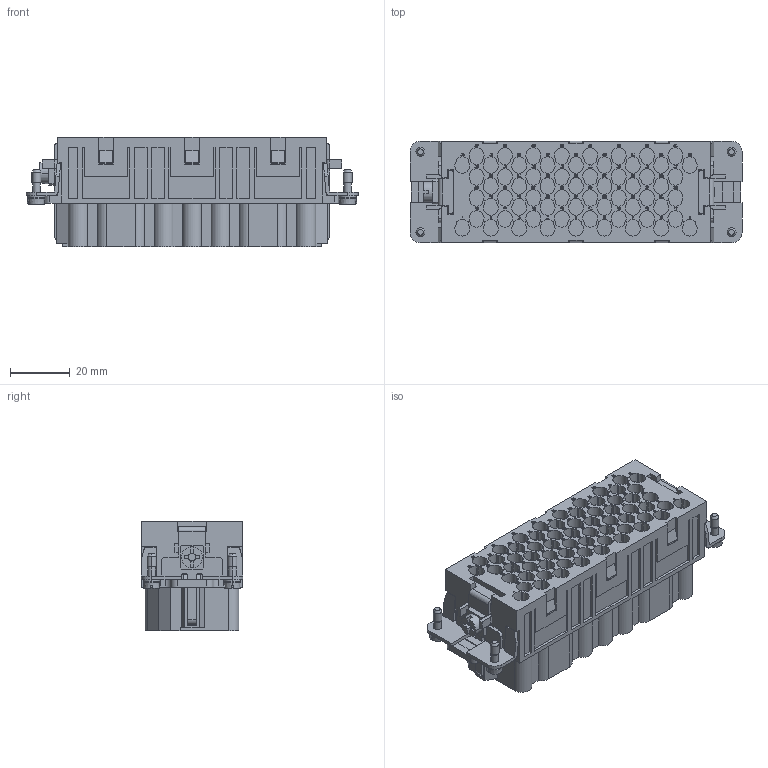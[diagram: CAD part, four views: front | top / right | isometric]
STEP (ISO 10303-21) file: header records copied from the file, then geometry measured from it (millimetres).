
FILE_DESCRIPTION(('Creo Elements/Direct Modeling STEP Export'),'2;1');
FILE_NAME('0ln7uvk48h4s9ji2208','2017-01-02T 9:49:12',(''),(''),'PTC Creo Elements/Direct Modeling STEP processor for AP214 (Solid Model)','PTC Creo Elements/Direct Modeling 19.0E 27-Jun-2016 (C) Parametric Technology GmbH','');
FILE_SCHEMA(('AUTOMOTIVE_DESIGN { 1 0 10303 214 1 1 1 1 }'));
Products named in the file (2): RQEEF_64
Assembly tree (1 placements, depth 2):
  RQEEF_64
    RQEEF_64
Bounding box: 111 x 34 x 36.7 mm (x, y, z)
Volume: 93075.2 mm3; surface area: 30147.5 mm2
Topology: 1 solids, 1 shells, 1562 faces, 8038 edges, 6894 vertices
Faces by surface type: plane 1039, cylinder 377, cone 144, torus 2
Entity records: 94052 total; most frequent: ORIENTED_EDGE 16092, CARTESIAN_POINT 16045, DIRECTION 11004, EDGE_CURVE 8038, VERTEX_POINT 6894, VECTOR 6858, LINE 6858, AXIS2_PLACEMENT_3D 2073
